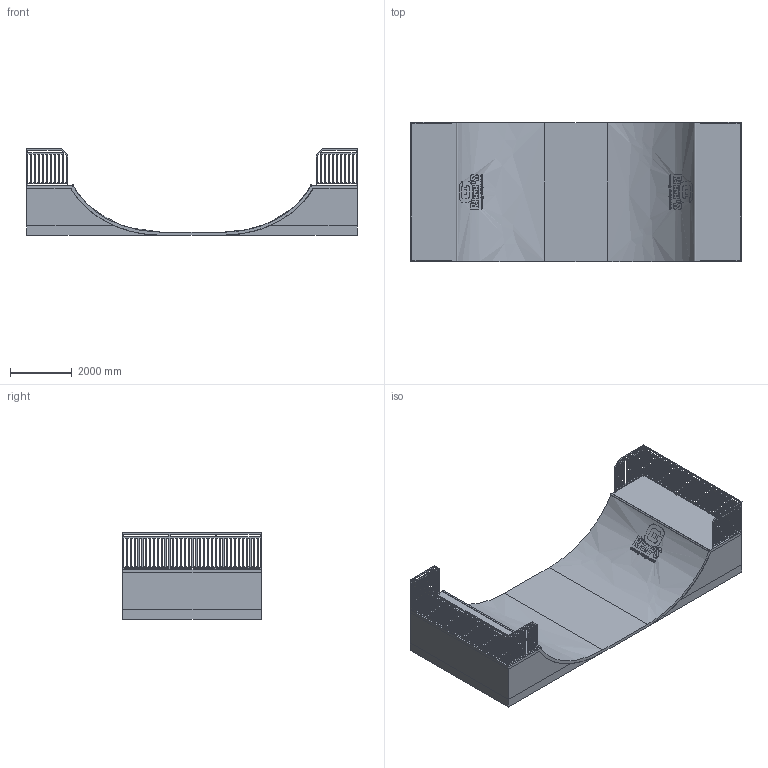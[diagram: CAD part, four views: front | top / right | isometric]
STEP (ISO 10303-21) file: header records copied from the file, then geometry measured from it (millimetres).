
FILE_DESCRIPTION(/* description */ (''),/* implementation_level */ '2;1');
FILE_NAME(/* name */ 'GRAMPS_MRH150_W450.stp',/* time_stamp */ '2024-07-06T17:39:38+02:00',/* author */ ('muc30'),/* organization */ (''),/* preprocessor_version */ 'ST-DEVELOPER v17',/* originating_system */ 'Autodesk Inventor 2019',/* authorisation */ '');
FILE_SCHEMA (('AUTOMOTIVE_DESIGN { 1 0 10303 214 3 1 1 }'));
Products named in the file (12): GRAMPS_MRH150_W450; GRAMPS_MRH150_W4501; GRAMPS_MRH150_W4502; GRAMPS_MRH150_W4503; GRAMPS_MRH150_W4504; GRAMPS_MRH150_W4505; GRAMPS_MRH150_W4506; GRAMPS_MRH150_W4507; GRAMPS_MRH150_W4508; GRAMPS_MRH150_W4509; GRAMPS_MRH150_W45010; GRAMPS_MRH150_W45011
Assembly tree (11 placements, depth 2):
  GRAMPS_MRH150_W450
    GRAMPS_MRH150_W4501
    GRAMPS_MRH150_W4502
    GRAMPS_MRH150_W4503
    GRAMPS_MRH150_W4504
    GRAMPS_MRH150_W4505
    GRAMPS_MRH150_W4506
    GRAMPS_MRH150_W4507
    GRAMPS_MRH150_W4508
    GRAMPS_MRH150_W4509
    GRAMPS_MRH150_W45010
    GRAMPS_MRH150_W45011
Bounding box: 10711.69 x 4500 x 2800 mm (x, y, z)
Volume: 36165390507.9 mm3; surface area: 306324811 mm2
Topology: 63 solids, 63 shells, 4066 faces, 11808 edges, 7852 vertices
Faces by surface type: plane 3900, cylinder 94, bspline 72
Full cylindrical faces by diameter (mm): 60 x2
Entity records: 140299 total; most frequent: CARTESIAN_POINT 27877, DIRECTION 24194, ORIENTED_EDGE 23616, EDGE_CURVE 11808, AXIS2_PLACEMENT_3D 8525, VERTEX_POINT 7852, LINE 7144, VECTOR 7144
